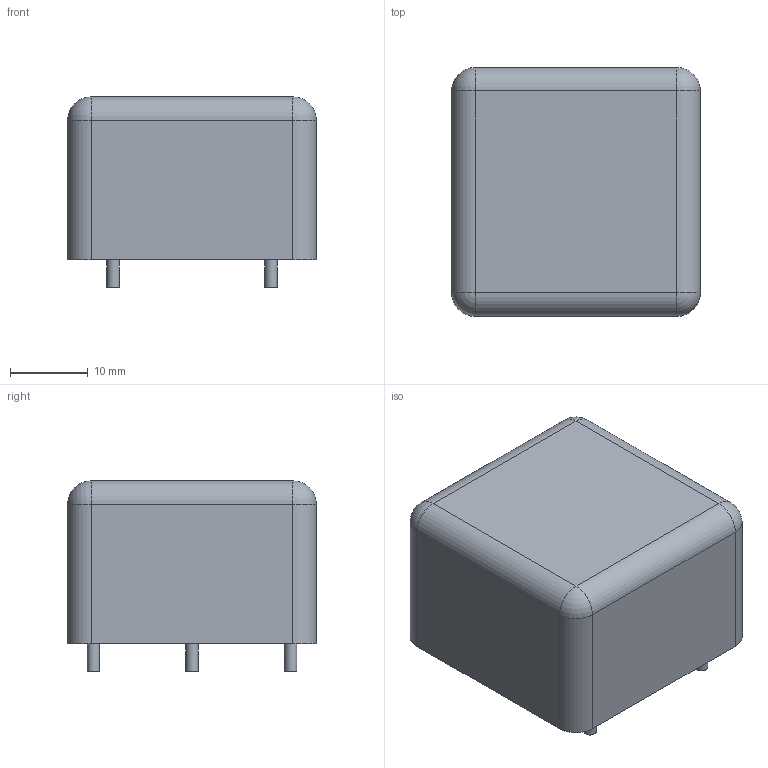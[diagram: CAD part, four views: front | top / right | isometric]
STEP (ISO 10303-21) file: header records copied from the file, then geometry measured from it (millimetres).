
FILE_DESCRIPTION(('FreeCAD Model'),'2;1');
FILE_NAME('Open CASCADE Shape Model','2023-01-07T12:56:34',('Author'),( ''),'Open CASCADE STEP processor 7.5','FreeCAD','Unknown');
FILE_SCHEMA(('AUTOMOTIVE_DESIGN { 1 0 10303 214 1 1 1 1 }'));
Length unit declared in the file: millimetre
Products named in the file (7): Unnamed; Fillet; Zylinder; Zylinder001; Zylinder002; Zylinder003; Zylinder004
Assembly tree (6 placements, depth 2):
  Unnamed
    Fillet
    Zylinder
    Zylinder001
    Zylinder002
    Zylinder003
    Zylinder004
Bounding box: 32 x 32 x 24.5 mm (x, y, z)
Volume: 21147.8 mm3; surface area: 4558.3 mm2
Topology: 6 solids, 6 shells, 33 faces, 55 edges, 30 vertices
Faces by surface type: plane 16, cylinder 13, sphere 4
Full cylindrical faces by diameter (mm): 1.6 x5
Entity records: 1559 total; most frequent: CARTESIAN_POINT 251, DIRECTION 241, ORIENTED_EDGE 102, PCURVE 102, DEFINITIONAL_REPRESENTATION 102, LINE 97, VECTOR 97, AXIS2_PLACEMENT_3D 66
